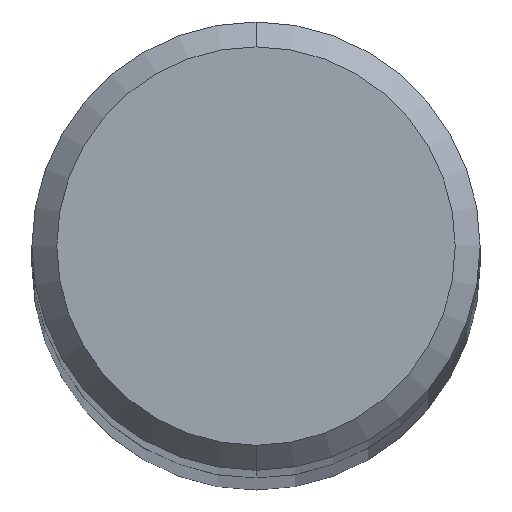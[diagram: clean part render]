
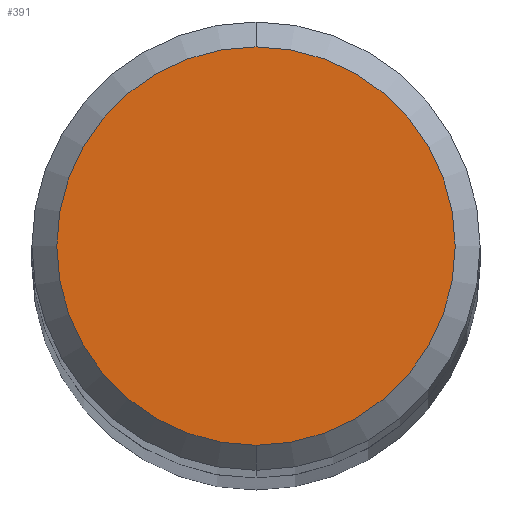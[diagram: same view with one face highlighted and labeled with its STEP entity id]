
A CAD part, top view. The second image highlights one B-rep face of the part: STEP entity #391.
In plain terms, the highlighted planar face has unit normal (0, 0, 1).
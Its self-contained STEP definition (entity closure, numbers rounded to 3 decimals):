
#175=VERTEX_POINT('',#451);
#219=EDGE_CURVE('',#175,#307,#499,.T.);
#307=VERTEX_POINT('',#593);
#323=EDGE_CURVE('',#307,#175,#611,.T.);
#391=ADVANCED_FACE('',(#687),#688,.T.);
#451=CARTESIAN_POINT('',(0.,-4.0,0.0));
#499=CIRCLE('',#878,4.0);
#593=CARTESIAN_POINT('',(0.0,4.0,0.0));
#611=CIRCLE('',#1111,4.0);
#687=FACE_OUTER_BOUND('',#1281,.T.);
#688=PLANE('',#1282);
#878=AXIS2_PLACEMENT_3D('',#1406,#1407,#1408);
#1111=AXIS2_PLACEMENT_3D('',#1518,#1519,#1520);
#1281=EDGE_LOOP('',(#1612,#1613));
#1282=AXIS2_PLACEMENT_3D('',#1614,#1615,#1616);
#1406=CARTESIAN_POINT('',(0.0,0.0,0.0));
#1407=DIRECTION('',(0.0,0.0,-1.0));
#1408=DIRECTION('',(0.0,1.0,0.0));
#1518=CARTESIAN_POINT('',(0.0,0.0,0.0));
#1519=DIRECTION('',(0.0,0.0,-1.0));
#1520=DIRECTION('',(0.0,1.0,0.0));
#1612=ORIENTED_EDGE('',*,*,#323,.F.);
#1613=ORIENTED_EDGE('',*,*,#219,.F.);
#1614=CARTESIAN_POINT('',(0.0,2.0,0.0));
#1615=DIRECTION('',(-0.0,0.0,1.0));
#1616=DIRECTION('',(0.0,-1.0,0.0));
